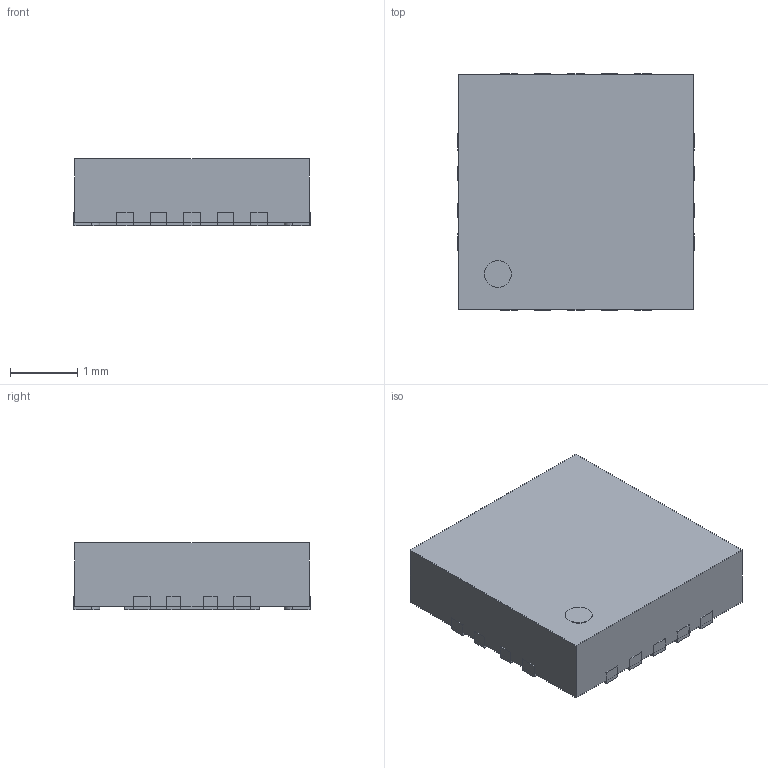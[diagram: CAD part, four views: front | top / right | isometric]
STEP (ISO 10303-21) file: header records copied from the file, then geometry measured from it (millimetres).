
FILE_DESCRIPTION(/* description */ (''),/* implementation_level */ '2;1');
FILE_NAME(/* name */ 'VAFN14.stp',/* time_stamp */ '2017-05-10T20:21:43-04:00',/* author */ (''),/* organization */ (''),/* preprocessor_version */ 'ST-DEVELOPER v16.13',/* originating_system */ 'Autodesk Translation Framework v6.1.1.50',/* authorisation */ '');
FILE_SCHEMA (('AUTOMOTIVE_DESIGN { 1 0 10303 214 3 1 1 }'));
Length unit declared in the file: millimetre
Products named in the file (3): VAFN14 v3; Pads; Body
Assembly tree (2 placements, depth 2):
  VAFN14 v3
    Pads
    Body
Bounding box: 3.52 x 3.52 x 1.01 mm (x, y, z)
Surface area: 56.1 mm2
Topology: 17 solids, 17 shells, 130 faces, 288 edges, 192 vertices
Faces by surface type: plane 115, cylinder 15
Full cylindrical faces by diameter (mm): 0.4 x1
Entity records: 3617 total; most frequent: CARTESIAN_POINT 615, DIRECTION 589, ORIENTED_EDGE 574, EDGE_CURVE 287, LINE 257, VECTOR 257, VERTEX_POINT 192, AXIS2_PLACEMENT_3D 166
